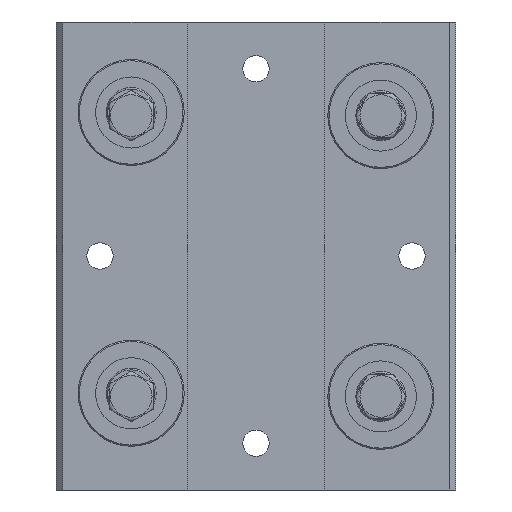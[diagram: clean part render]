
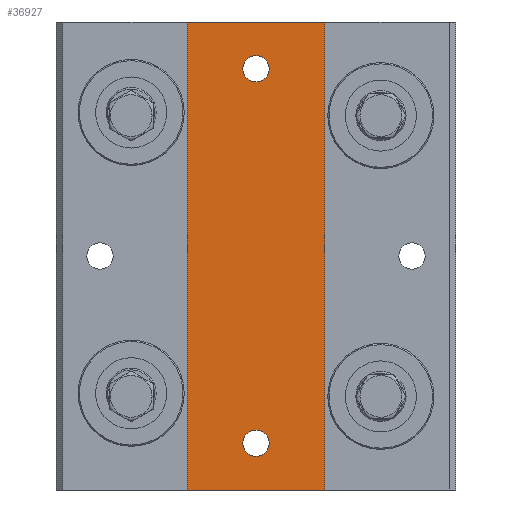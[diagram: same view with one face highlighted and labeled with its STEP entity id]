
A CAD part, front view. The second image highlights one B-rep face of the part: STEP entity #36927.
In plain terms, the highlighted planar face has unit normal (0, -1, 0).
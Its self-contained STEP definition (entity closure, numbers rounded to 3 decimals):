
#361 = ORIENTED_EDGE ( 'NONE', *, *, #38754, .T. ) ;
#584 = DIRECTION ( 'NONE',  ( 0., 0., 1. ) ) ;
#1791 = AXIS2_PLACEMENT_3D ( 'NONE', #6153, #40700, #12294 ) ;
#1890 = EDGE_CURVE ( 'NONE', #25033, #31820, #5716, .T. ) ;
#2685 = EDGE_CURVE ( 'NONE', #30451, #31820, #25796, .T. ) ;
#3249 = DIRECTION ( 'NONE',  ( 0., 1., 0. ) ) ;
#3933 = CARTESIAN_POINT ( 'NONE',  ( -0.136, 18.856, -37.5 ) ) ;
#4367 = LINE ( 'NONE', #9720, #16662 ) ;
#5573 = VECTOR ( 'NONE', #16713, 1000. ) ;
#5716 = LINE ( 'NONE', #17086, #24959 ) ;
#6153 = CARTESIAN_POINT ( 'NONE',  ( -11.136, 18.856, 30. ) ) ;
#6455 = ORIENTED_EDGE ( 'NONE', *, *, #2685, .F. ) ;
#8025 = CARTESIAN_POINT ( 'NONE',  ( -11.136, 18.856, 30. ) ) ;
#8523 = CARTESIAN_POINT ( 'NONE',  ( -22.136, 18.856, -37.5 ) ) ;
#8674 = VERTEX_POINT ( 'NONE', #34544 ) ;
#9025 = VECTOR ( 'NONE', #36521, 1000. ) ;
#9254 = EDGE_LOOP ( 'NONE', ( #28318, #40106 ) ) ;
#9502 = LINE ( 'NONE', #3933, #5573 ) ;
#9720 = CARTESIAN_POINT ( 'NONE',  ( -22.136, 18.856, -37.5 ) ) ;
#10932 = AXIS2_PLACEMENT_3D ( 'NONE', #26844, #14095, #11055 ) ;
#11055 = DIRECTION ( 'NONE',  ( 0., 0., 1. ) ) ;
#11299 = ORIENTED_EDGE ( 'NONE', *, *, #1890, .T. ) ;
#11675 = CARTESIAN_POINT ( 'NONE',  ( -11.136, 18.856, -32.1 ) ) ;
#11959 = AXIS2_PLACEMENT_3D ( 'NONE', #19306, #3249, #34753 ) ;
#12294 = DIRECTION ( 'NONE',  ( 0., 0., 1. ) ) ;
#12397 = CIRCLE ( 'NONE', #1791, 2.1 ) ;
#12828 = EDGE_LOOP ( 'NONE', ( #11299, #6455, #18218, #361 ) ) ;
#14095 = DIRECTION ( 'NONE',  ( 0., 1., 0. ) ) ;
#15527 = EDGE_CURVE ( 'NONE', #16442, #20714, #34659, .T. ) ;
#16092 = PLANE ( 'NONE',  #23329 ) ;
#16442 = VERTEX_POINT ( 'NONE', #38636 ) ;
#16662 = VECTOR ( 'NONE', #19206, 1000. ) ;
#16713 = DIRECTION ( 'NONE',  ( 0., 0., 1. ) ) ;
#17086 = CARTESIAN_POINT ( 'NONE',  ( -22.136, 18.856, 37.5 ) ) ;
#18218 = ORIENTED_EDGE ( 'NONE', *, *, #27865, .F. ) ;
#19206 = DIRECTION ( 'NONE',  ( -1., 0., 0. ) ) ;
#19267 = CARTESIAN_POINT ( 'NONE',  ( -22.136, 18.856, 37.5 ) ) ;
#19306 = CARTESIAN_POINT ( 'NONE',  ( -11.136, 18.856, -30. ) ) ;
#20714 = VERTEX_POINT ( 'NONE', #38699 ) ;
#22425 = DIRECTION ( 'NONE',  ( 0., 1., 0. ) ) ;
#22510 = EDGE_CURVE ( 'NONE', #20714, #16442, #12397, .T. ) ;
#23329 = AXIS2_PLACEMENT_3D ( 'NONE', #28694, #22425, #584 ) ;
#24959 = VECTOR ( 'NONE', #29655, 1000. ) ;
#24960 = CIRCLE ( 'NONE', #10932, 2.1 ) ;
#25033 = VERTEX_POINT ( 'NONE', #30915 ) ;
#25796 = LINE ( 'NONE', #26932, #9025 ) ;
#26844 = CARTESIAN_POINT ( 'NONE',  ( -11.136, 18.856, -30. ) ) ;
#26932 = CARTESIAN_POINT ( 'NONE',  ( -22.136, 18.856, -37.5 ) ) ;
#27599 = AXIS2_PLACEMENT_3D ( 'NONE', #8025, #32845, #32966 ) ;
#27865 = EDGE_CURVE ( 'NONE', #8674, #30451, #4367, .T. ) ;
#28318 = ORIENTED_EDGE ( 'NONE', *, *, #22510, .T. ) ;
#28694 = CARTESIAN_POINT ( 'NONE',  ( -22.136, 18.856, -37.5 ) ) ;
#29655 = DIRECTION ( 'NONE',  ( -1., 0., 0. ) ) ;
#30451 = VERTEX_POINT ( 'NONE', #8523 ) ;
#30915 = CARTESIAN_POINT ( 'NONE',  ( -0.136, 18.856, 37.5 ) ) ;
#31820 = VERTEX_POINT ( 'NONE', #19267 ) ;
#32132 = ORIENTED_EDGE ( 'NONE', *, *, #32709, .T. ) ;
#32709 = EDGE_CURVE ( 'NONE', #38122, #35197, #33479, .T. ) ;
#32845 = DIRECTION ( 'NONE',  ( 0., 1., 0. ) ) ;
#32966 = DIRECTION ( 'NONE',  ( 0., 0., 1. ) ) ;
#33479 = CIRCLE ( 'NONE', #11959, 2.1 ) ;
#33801 = EDGE_CURVE ( 'NONE', #35197, #38122, #24960, .T. ) ;
#34424 = FACE_OUTER_BOUND ( 'NONE', #12828, .T. ) ;
#34544 = CARTESIAN_POINT ( 'NONE',  ( -0.136, 18.856, -37.5 ) ) ;
#34659 = CIRCLE ( 'NONE', #27599, 2.1 ) ;
#34753 = DIRECTION ( 'NONE',  ( 0., 0., 1. ) ) ;
#35197 = VERTEX_POINT ( 'NONE', #11675 ) ;
#35476 = ORIENTED_EDGE ( 'NONE', *, *, #33801, .T. ) ;
#35908 = EDGE_LOOP ( 'NONE', ( #32132, #35476 ) ) ;
#36406 = FACE_BOUND ( 'NONE', #9254, .T. ) ;
#36521 = DIRECTION ( 'NONE',  ( 0., 0., 1. ) ) ;
#36875 = FACE_BOUND ( 'NONE', #35908, .T. ) ;
#36927 = ADVANCED_FACE ( 'NONE', ( #36406, #36875, #34424 ), #16092, .F. ) ;
#38122 = VERTEX_POINT ( 'NONE', #38362 ) ;
#38362 = CARTESIAN_POINT ( 'NONE',  ( -11.136, 18.856, -27.9 ) ) ;
#38636 = CARTESIAN_POINT ( 'NONE',  ( -11.136, 18.856, 27.9 ) ) ;
#38699 = CARTESIAN_POINT ( 'NONE',  ( -11.136, 18.856, 32.1 ) ) ;
#38754 = EDGE_CURVE ( 'NONE', #8674, #25033, #9502, .T. ) ;
#40106 = ORIENTED_EDGE ( 'NONE', *, *, #15527, .T. ) ;
#40700 = DIRECTION ( 'NONE',  ( 0., 1., 0. ) ) ;
